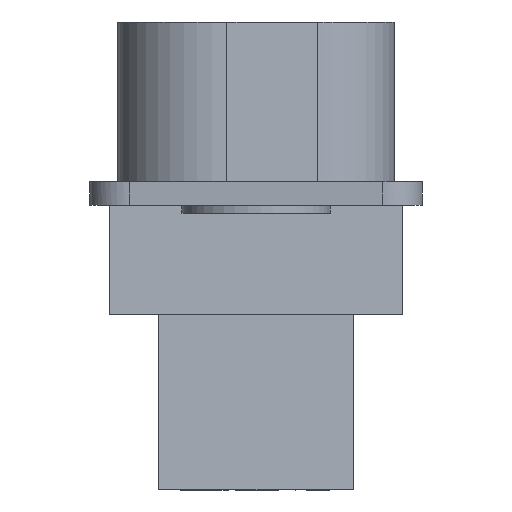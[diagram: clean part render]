
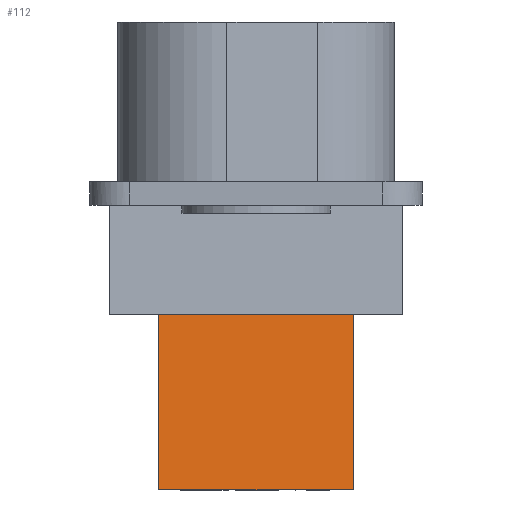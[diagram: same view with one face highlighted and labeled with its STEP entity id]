
A CAD part, left-side view. The second image highlights one B-rep face of the part: STEP entity #112.
In plain terms, the highlighted free-form (B-spline) face has degree [1, 1] with [2, 2] control points.
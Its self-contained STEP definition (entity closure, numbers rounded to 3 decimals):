
#56=CARTESIAN_POINT('V73',(-7.95,3.65,
   -4.1));
#57=VERTEX_POINT('V73',#56);
#70=CARTESIAN_POINT('V74',(-7.95,3.65,
   -10.7));
#71=VERTEX_POINT('V74',#70);
#77=CARTESIAN_POINT('E107',(-7.95,3.65,
   -4.1));
#78=CARTESIAN_POINT('E107',(-7.95,3.65,
   -10.7));
#79=QUASI_UNIFORM_CURVE('E107',1,(#77,#78),.POLYLINE_FORM.,.F.,.U.
   );
#80=EDGE_CURVE('E107',#57,#71,#79,.T.);
#85=CARTESIAN_POINT('F41',(-6.663,-3.65,
   -4.1));
#86=CARTESIAN_POINT('F41',(-7.95,3.65,
   -4.1));
#87=CARTESIAN_POINT('F41',(-6.663,-3.65,
   -10.7));
#88=CARTESIAN_POINT('F41',(-7.95,3.65,
   -10.7));
#89=B_SPLINE_SURFACE_WITH_KNOTS('F41',1,1,((#85,#87),(#86,#88)),
   .PLANE_SURF.,.F.,.F.,.U.,(2,2),(2,2),(0.0,1.123),(
   0.0,1.0),.UNSPECIFIED.);
#90=CARTESIAN_POINT('V75',(-6.663,-3.65,
   -4.1));
#91=VERTEX_POINT('V75',#90);
#92=CARTESIAN_POINT('E108',(-7.95,3.65,
   -4.1));
#93=CARTESIAN_POINT('E108',(-6.663,-3.65,
   -4.1));
#94=B_SPLINE_CURVE_WITH_KNOTS('E108',1,(#92,#93),.POLYLINE_FORM.,.F.,
   .U.,(2,2),(0.0,1.123),.UNSPECIFIED.);
#95=EDGE_CURVE('E108',#57,#91,#94,.T.);
#96=ORIENTED_EDGE('E108',*,*,#95,.F.);
#97=ORIENTED_EDGE('F40',*,*,#80,.T.);
#98=CARTESIAN_POINT('V76',(-6.663,-3.65,
   -10.7));
#99=VERTEX_POINT('V76',#98);
#100=CARTESIAN_POINT('E109',(-7.95,3.65,
   -10.7));
#101=CARTESIAN_POINT('E109',(-6.663,-3.65,
   -10.7));
#102=B_SPLINE_CURVE_WITH_KNOTS('E109',1,(#100,#101),.POLYLINE_FORM.,
   .F.,.U.,(2,2),(0.0,1.123),.UNSPECIFIED.);
#103=EDGE_CURVE('E109',#71,#99,#102,.T.);
#104=ORIENTED_EDGE('E109',*,*,#103,.T.);
#105=CARTESIAN_POINT('E110',(-6.663,-3.65,
   -4.1));
#106=CARTESIAN_POINT('E110',(-6.663,-3.65,
   -10.7));
#107=QUASI_UNIFORM_CURVE('E110',1,(#105,#106),.POLYLINE_FORM.,.F.,
   .U.);
#108=EDGE_CURVE('E110',#91,#99,#107,.T.);
#109=ORIENTED_EDGE('E110',*,*,#108,.F.);
#110=EDGE_LOOP('F41',(#96,#97,#104,#109));
#111=FACE_OUTER_BOUND('F41',#110,.T.);
#112=ADVANCED_FACE('F41',(#111),#89,.T.);
